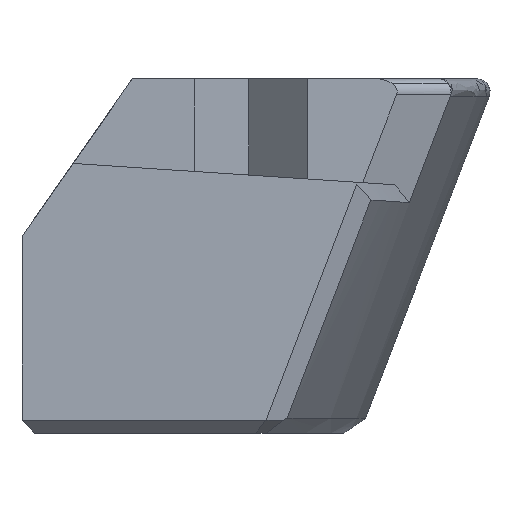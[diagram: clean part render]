
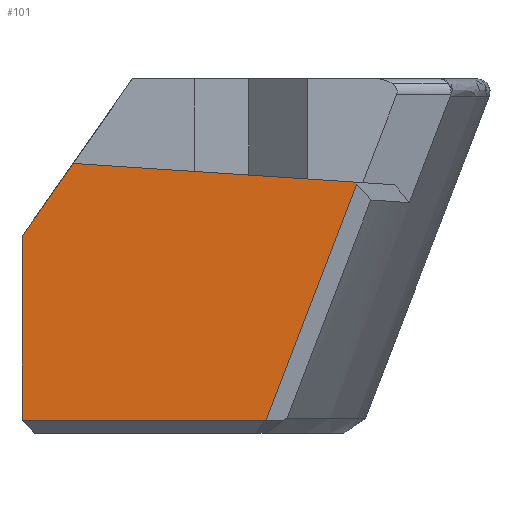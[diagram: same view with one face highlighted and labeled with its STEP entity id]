
A CAD part, left-side view. The second image highlights one B-rep face of the part: STEP entity #101.
In plain terms, the highlighted planar face has unit normal (-1, 0, 0).
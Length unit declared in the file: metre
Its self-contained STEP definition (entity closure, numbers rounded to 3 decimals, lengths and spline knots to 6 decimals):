
#101=ADVANCED_FACE('992:246825',(#227),#228,.F.);
#227=FACE_OUTER_BOUND('',#562,.T.);
#228=PLANE('',#563);
#562=EDGE_LOOP('',(#1329,#1330,#1331,#1332,#1333,#1334,#1335));
#563=AXIS2_PLACEMENT_3D('',#1336,#1337,#1338);
#1329=ORIENTED_EDGE('',*,*,#1602,.F.);
#1330=ORIENTED_EDGE('',*,*,#1608,.T.);
#1331=ORIENTED_EDGE('',*,*,#1629,.F.);
#1332=ORIENTED_EDGE('',*,*,#1630,.F.);
#1333=ORIENTED_EDGE('',*,*,#1631,.F.);
#1334=ORIENTED_EDGE('',*,*,#1632,.F.);
#1335=ORIENTED_EDGE('',*,*,#1538,.F.);
#1336=CARTESIAN_POINT('',(-0.095491,0.008473,0.276884));
#1337=DIRECTION('',(1.0,0.,0.));
#1338=DIRECTION('',(0.,0.,1.0));
#1538=EDGE_CURVE('992:246960',#1771,#1773,#1774,.T.);
#1602=EDGE_CURVE('992:247164',#1880,#1771,#1881,.T.);
#1608=EDGE_CURVE('992:247182',#1880,#1833,#1890,.T.);
#1629=EDGE_CURVE('992:247248',#1921,#1833,#1922,.T.);
#1630=EDGE_CURVE('992:247251',#1923,#1921,#1924,.F.);
#1631=EDGE_CURVE('992:247254',#1925,#1923,#1926,.T.);
#1632=EDGE_CURVE('992:247257',#1773,#1925,#1927,.T.);
#1771=VERTEX_POINT('',#2135);
#1773=VERTEX_POINT('',#2138);
#1774=LINE('',#2139,#2140);
#1833=VERTEX_POINT('',#2269);
#1880=VERTEX_POINT('',#2346);
#1881=LINE('',#2347,#2348);
#1890=LINE('',#2361,#2362);
#1921=VERTEX_POINT('',#2405);
#1922=LINE('',#2406,#2407);
#1923=VERTEX_POINT('',#2408);
#1924=LINE('',#2409,#2410);
#1925=VERTEX_POINT('',#2411);
#1926=LINE('',#2412,#2413);
#1927=B_SPLINE_CURVE_WITH_KNOTS('',3,(#2414,#2415,#2416,#2417),.UNSPECIFIED.,.F.,.F.,(4,4),(-0.000649,-0.000581),.UNSPECIFIED.);
#2135=CARTESIAN_POINT('',(-0.095491,0.015446,0.270779));
#2138=CARTESIAN_POINT('',(-0.095491,0.006758,0.270202));
#2139=CARTESIAN_POINT('',(-0.095491,0.00544,0.270114));
#2140=VECTOR('',#2630,1.0);
#2269=CARTESIAN_POINT('',(-0.095491,0.017023,0.262874));
#2346=CARTESIAN_POINT('',(-0.095491,0.017023,0.268527));
#2347=CARTESIAN_POINT('',(-0.095491,0.012579,0.274874));
#2348=VECTOR('',#2697,1.0);
#2361=CARTESIAN_POINT('',(-0.095491,0.017023,0.273134));
#2362=VECTOR('',#2705,1.0);
#2405=CARTESIAN_POINT('',(-0.095491,0.009524,0.262874));
#2406=CARTESIAN_POINT('',(-0.095491,0.008985,0.262874));
#2407=VECTOR('',#2745,1.0);
#2408=CARTESIAN_POINT('',(-0.095491,0.009515,0.262878));
#2409=CARTESIAN_POINT('',(-0.095491,0.004021,0.265479));
#2410=VECTOR('',#2746,1.0);
#2411=CARTESIAN_POINT('',(-0.095491,0.00672,0.270145));
#2412=CARTESIAN_POINT('',(-0.095491,0.003299,0.279039));
#2413=VECTOR('',#2747,1.0);
#2414=CARTESIAN_POINT('',(-0.095491,0.006758,0.270202));
#2415=CARTESIAN_POINT('',(-0.095491,0.006745,0.270183));
#2416=CARTESIAN_POINT('',(-0.095491,0.006732,0.270164));
#2417=CARTESIAN_POINT('',(-0.095491,0.00672,0.270145));
#2630=DIRECTION('',(0.,-0.998,-0.066));
#2697=DIRECTION('',(0.,-0.574,0.819));
#2705=DIRECTION('',(0.,0.,-1.0));
#2745=DIRECTION('',(0.,1.0,0.));
#2746=DIRECTION('',(0.,-0.904,0.428));
#2747=DIRECTION('',(0.,0.359,-0.933));
